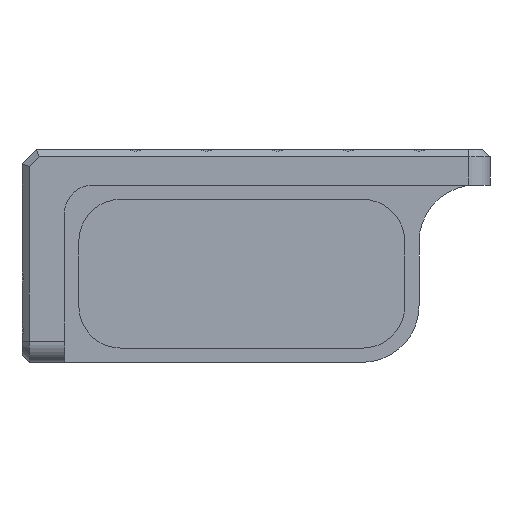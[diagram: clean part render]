
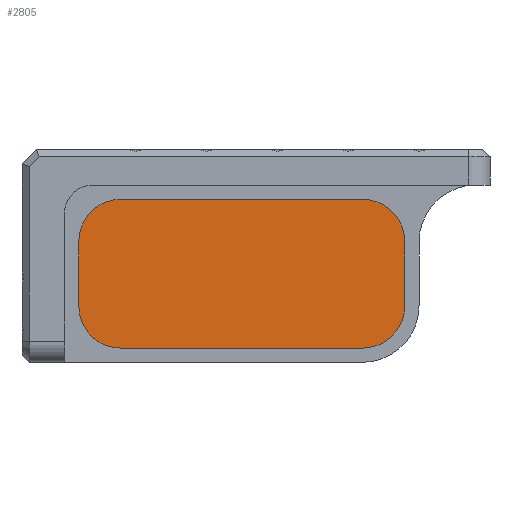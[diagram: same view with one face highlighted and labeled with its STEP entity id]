
A CAD part, front view. The second image highlights one B-rep face of the part: STEP entity #2805.
In plain terms, the highlighted planar face has unit normal (0, -1, 0).
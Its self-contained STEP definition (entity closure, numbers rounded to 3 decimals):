
#123 = DIRECTION ( 'NONE',  ( 0., -1., 0. ) ) ;
#244 = VERTEX_POINT ( 'NONE', #1422 ) ;
#266 = DIRECTION ( 'NONE',  ( 0., 0., -1. ) ) ;
#406 = CARTESIAN_POINT ( 'NONE',  ( -189.176, 5., -8. ) ) ;
#452 = EDGE_LOOP ( 'NONE', ( #5578, #6852, #611, #4105, #5887, #4244, #5410, #3128 ) ) ;
#500 = DIRECTION ( 'NONE',  ( 0., 0., -1. ) ) ;
#508 = CARTESIAN_POINT ( 'NONE',  ( -235.176, 5., -8. ) ) ;
#564 = CIRCLE ( 'NONE', #5807, 6. ) ;
#611 = ORIENTED_EDGE ( 'NONE', *, *, #3032, .F. ) ;
#780 = PLANE ( 'NONE',  #1447 ) ;
#882 = VECTOR ( 'NONE', #4208, 1000. ) ;
#946 = LINE ( 'NONE', #5259, #4328 ) ;
#1304 = DIRECTION ( 'NONE',  ( 0., -1., 0. ) ) ;
#1344 = AXIS2_PLACEMENT_3D ( 'NONE', #4518, #5594, #3430 ) ;
#1391 = CARTESIAN_POINT ( 'NONE',  ( -195.176, 5., -17. ) ) ;
#1422 = CARTESIAN_POINT ( 'NONE',  ( -189.176, 5., -8. ) ) ;
#1447 = AXIS2_PLACEMENT_3D ( 'NONE', #2030, #1304, #3492 ) ;
#1569 = CARTESIAN_POINT ( 'NONE',  ( -229.176, 5., -23. ) ) ;
#1781 = CARTESIAN_POINT ( 'NONE',  ( -229.176, 5., -2. ) ) ;
#1823 = CARTESIAN_POINT ( 'NONE',  ( -195.176, 5., -8. ) ) ;
#1887 = EDGE_CURVE ( 'NONE', #244, #4917, #2609, .T. ) ;
#1914 = DIRECTION ( 'NONE',  ( -1., 0., 0. ) ) ;
#1954 = CARTESIAN_POINT ( 'NONE',  ( -195.176, 5., -23. ) ) ;
#2030 = CARTESIAN_POINT ( 'NONE',  ( -179.176, 5., -8. ) ) ;
#2173 = EDGE_CURVE ( 'NONE', #244, #3671, #6583, .T. ) ;
#2175 = DIRECTION ( 'NONE',  ( 0., -1., 0. ) ) ;
#2243 = VERTEX_POINT ( 'NONE', #508 ) ;
#2256 = CARTESIAN_POINT ( 'NONE',  ( -235.176, 5., -17. ) ) ;
#2322 = CARTESIAN_POINT ( 'NONE',  ( -189.176, 5., -17. ) ) ;
#2575 = EDGE_CURVE ( 'NONE', #2637, #2243, #3828, .T. ) ;
#2609 = LINE ( 'NONE', #406, #882 ) ;
#2637 = VERTEX_POINT ( 'NONE', #1781 ) ;
#2710 = CIRCLE ( 'NONE', #1344, 6. ) ;
#2805 = ADVANCED_FACE ( 'NONE', ( #5703 ), #780, .T. ) ;
#3032 = EDGE_CURVE ( 'NONE', #6122, #6967, #4364, .T. ) ;
#3128 = ORIENTED_EDGE ( 'NONE', *, *, #2575, .T. ) ;
#3348 = CARTESIAN_POINT ( 'NONE',  ( -195.176, 5., -23. ) ) ;
#3430 = DIRECTION ( 'NONE',  ( 0., 0., -1. ) ) ;
#3492 = DIRECTION ( 'NONE',  ( 0., 0., 1. ) ) ;
#3502 = VECTOR ( 'NONE', #1914, 1000. ) ;
#3571 = DIRECTION ( 'NONE',  ( 0., 1., 0. ) ) ;
#3602 = DIRECTION ( 'NONE',  ( 0., 0., 1. ) ) ;
#3606 = AXIS2_PLACEMENT_3D ( 'NONE', #6455, #2175, #500 ) ;
#3671 = VERTEX_POINT ( 'NONE', #5991 ) ;
#3828 = CIRCLE ( 'NONE', #3606, 6. ) ;
#3878 = EDGE_CURVE ( 'NONE', #5962, #6967, #2710, .T. ) ;
#4105 = ORIENTED_EDGE ( 'NONE', *, *, #5053, .F. ) ;
#4208 = DIRECTION ( 'NONE',  ( 0., 0., -1. ) ) ;
#4244 = ORIENTED_EDGE ( 'NONE', *, *, #2173, .T. ) ;
#4328 = VECTOR ( 'NONE', #4614, 1000. ) ;
#4364 = LINE ( 'NONE', #3348, #3502 ) ;
#4518 = CARTESIAN_POINT ( 'NONE',  ( -229.176, 5., -17. ) ) ;
#4614 = DIRECTION ( 'NONE',  ( 1., 0., 0. ) ) ;
#4917 = VERTEX_POINT ( 'NONE', #2322 ) ;
#5053 = EDGE_CURVE ( 'NONE', #4917, #6122, #564, .T. ) ;
#5259 = CARTESIAN_POINT ( 'NONE',  ( -235.176, 5., -2. ) ) ;
#5340 = CARTESIAN_POINT ( 'NONE',  ( -235.176, 5., -4. ) ) ;
#5410 = ORIENTED_EDGE ( 'NONE', *, *, #6056, .F. ) ;
#5578 = ORIENTED_EDGE ( 'NONE', *, *, #6950, .F. ) ;
#5594 = DIRECTION ( 'NONE',  ( 0., -1., 0. ) ) ;
#5703 = FACE_OUTER_BOUND ( 'NONE', #452, .T. ) ;
#5807 = AXIS2_PLACEMENT_3D ( 'NONE', #1391, #3571, #3602 ) ;
#5887 = ORIENTED_EDGE ( 'NONE', *, *, #1887, .F. ) ;
#5962 = VERTEX_POINT ( 'NONE', #2256 ) ;
#5991 = CARTESIAN_POINT ( 'NONE',  ( -195.176, 5., -2. ) ) ;
#6056 = EDGE_CURVE ( 'NONE', #2637, #3671, #946, .T. ) ;
#6122 = VERTEX_POINT ( 'NONE', #1954 ) ;
#6145 = VECTOR ( 'NONE', #6392, 1000. ) ;
#6358 = AXIS2_PLACEMENT_3D ( 'NONE', #1823, #123, #266 ) ;
#6392 = DIRECTION ( 'NONE',  ( 0., 0., 1. ) ) ;
#6455 = CARTESIAN_POINT ( 'NONE',  ( -229.176, 5., -8. ) ) ;
#6583 = CIRCLE ( 'NONE', #6358, 6. ) ;
#6852 = ORIENTED_EDGE ( 'NONE', *, *, #3878, .T. ) ;
#6950 = EDGE_CURVE ( 'NONE', #5962, #2243, #6963, .T. ) ;
#6963 = LINE ( 'NONE', #5340, #6145 ) ;
#6967 = VERTEX_POINT ( 'NONE', #1569 ) ;
